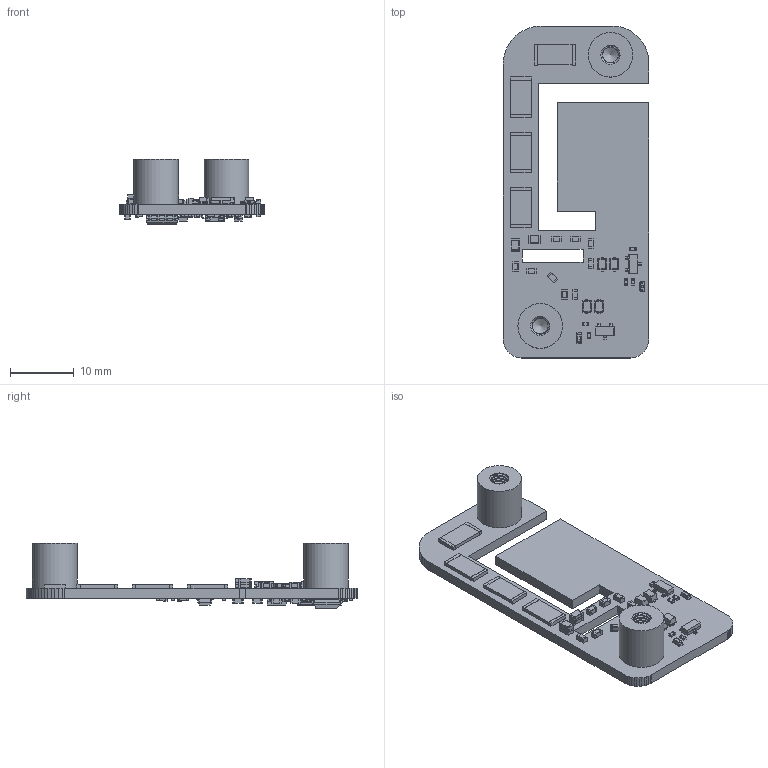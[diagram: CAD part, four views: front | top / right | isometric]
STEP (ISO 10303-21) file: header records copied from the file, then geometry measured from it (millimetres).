
FILE_DESCRIPTION(('Open CASCADE Model'),'2;1');
FILE_NAME('Open CASCADE Shape Model','2020-07-31T08:48:56',('Author'),( 'Open CASCADE'),'Open CASCADE STEP processor 6.8','Open CASCADE 6.8' ,'Unknown');
FILE_SCHEMA(('AUTOMOTIVE_DESIGN { 1 0 10303 214 1 1 1 1 }'));
Length unit declared in the file: millimetre
Products named in the file (161): PCB; Board; Open CASCADE STEP translator 6.8 1.1.1; D7; SOD323; C8; C_SMD_0603; R29; R0603; R23; R22; R19; R18; R13; R12; R44; 6053457616; Mid_Body; Terminal; Open_CASCADE_STEP_translator_6.8_3.2.1; Mark; R43; R42; R41; C16; 6053457696; Open_CASCADE_STEP_translator_6.8_4.1.1; Open_CASCADE_STEP_translator_6.8_4.1.2; Open_CASCADE_STEP_translator_6.8_4.2.1; C15; C14; 6053450096; C13; C12; R40; RESISTOR_2512; R39; R38; 6053449536; R37 ...
Assembly tree (224 placements, depth 5):
  PCB
    Board
      Open CASCADE STEP translator 6.8 1.1.1
    D7
      SOD323
    C8
      C_SMD_0603
    R29
      R0603
    R23
      R0603
    R22
      R0603
    R19
      R0603
    R18
      R0603
    R13
      R0603
    R12
      R0603
    R44
      6053457616
        Mid_Body
        Terminal  x2
          Open_CASCADE_STEP_translator_6.8_3.2.1
        Mark
    R43
      6053457616
        Mid_Body
        Terminal  x2
          Open_CASCADE_STEP_translator_6.8_3.2.1
        Mark
    R42
      6053457616
        Mid_Body
        Terminal  x2
          Open_CASCADE_STEP_translator_6.8_3.2.1
        Mark
    R41
      6053457616
        Mid_Body
        Terminal  x2
          Open_CASCADE_STEP_translator_6.8_3.2.1
        Mark
    C16
      6053457696
        Terminal
          Open_CASCADE_STEP_translator_6.8_4.1.1
          Open_CASCADE_STEP_translator_6.8_4.1.2
        Mid_Body
          Open_CASCADE_STEP_translator_6.8_4.2.1
    C15
      6053457696
        Terminal
          Open_CASCADE_STEP_translator_6.8_4.1.1
          Open_CASCADE_STEP_translator_6.8_4.1.2
        Mid_Body
          Open_CASCADE_STEP_translator_6.8_4.2.1
    C14
Bounding box: 22.8 x 52 x 10.2 mm (x, y, z)
Volume: 2257.9 mm3; surface area: 3786 mm2
Topology: 217 solids, 219 shells, 3426 faces, 7872 edges, 4625 vertices
Faces by surface type: plane 2159, cylinder 938, sphere 252, bspline 67, cone 8, torus 2
Full cylindrical faces by diameter (mm): 1 x2, 2.46 x14, 7 x2
Entity records: 45946 total; most frequent: CARTESIAN_POINT 9391, DIRECTION 6409, ORIENTED_EDGE 5846, EDGE_CURVE 2923, AXIS2_PLACEMENT_3D 2155, LINE 2099, VECTOR 2099, VERTEX_POINT 1805
